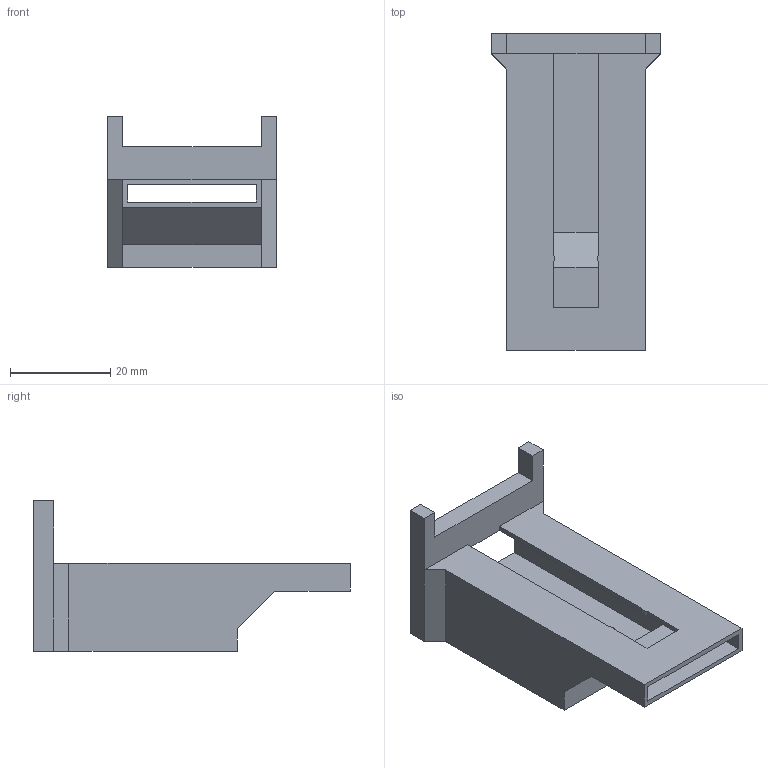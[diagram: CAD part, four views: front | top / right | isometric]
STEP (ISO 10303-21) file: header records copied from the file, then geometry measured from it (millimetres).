
FILE_DESCRIPTION(/* description */ (''),/* implementation_level */ '2;1');
FILE_NAME(/* name */ 'raspi_camera_holder v11.step',/* time_stamp */ '2020-08-24T19:02:48-07:00',/* author */ (''),/* organization */ (''),/* preprocessor_version */ 'ST-DEVELOPER v18.1',/* originating_system */ 'Autodesk Translation Framework v9.3.0.1241',/* authorisation */ '');
FILE_SCHEMA (('AUTOMOTIVE_DESIGN { 1 0 10303 214 3 1 1 }'));
Length unit declared in the file: millimetre
Products named in the file (1): raspi_camera_holder
Bounding box: 33.5 x 63 x 30 mm (x, y, z)
Volume: 10321.7 mm3; surface area: 10175.1 mm2
Topology: 1 solids, 1 shells, 35 faces, 99 edges, 65 vertices
Faces by surface type: plane 33, cylinder 2
Entity records: 1154 total; most frequent: CARTESIAN_POINT 200, ORIENTED_EDGE 198, DIRECTION 175, EDGE_CURVE 99, LINE 95, VECTOR 95, VERTEX_POINT 65, AXIS2_PLACEMENT_3D 40
